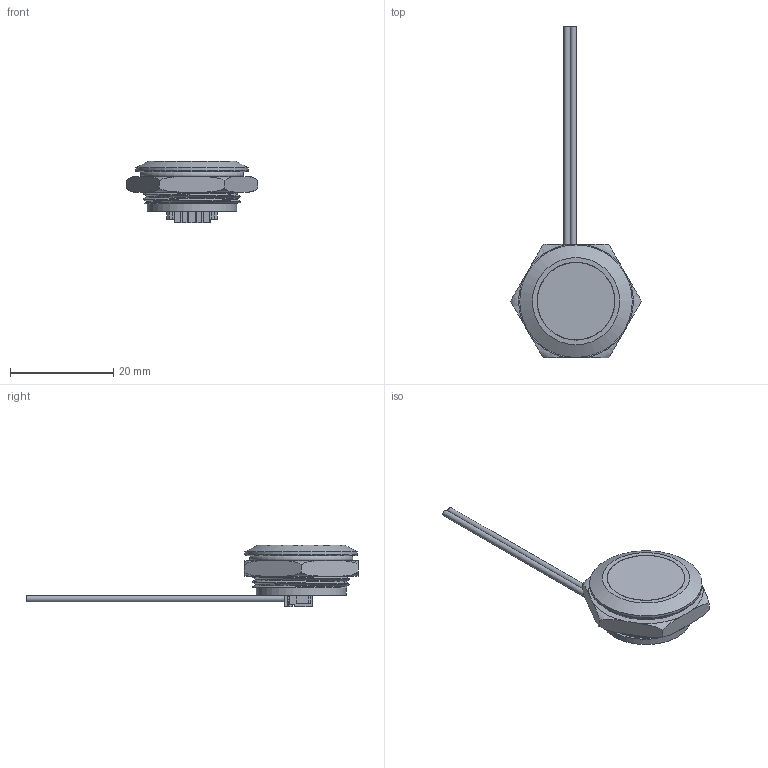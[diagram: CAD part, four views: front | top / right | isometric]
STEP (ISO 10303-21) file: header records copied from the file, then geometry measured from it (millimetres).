
FILE_DESCRIPTION(/* description */ (''),/* implementation_level */ '2;1');
FILE_NAME(/* name */ 'EJ19-211PP.stp',/* time_stamp */ '2019-07-31T08:40:50+08:00',/* author */ (''),/* organization */ (''),/* preprocessor_version */ 'ST-DEVELOPER v11',/* originating_system */ 'SIEMENS UGS NX 6.0',/* authorisation */ '');
FILE_SCHEMA (('CONFIG_CONTROL_DESIGN'));
Length unit declared in the file: millimetre
Products named in the file (1): EJ19-211PP
Bounding box: 25.4 x 64.33 x 11.93 mm (x, y, z)
Volume: 2517.4 mm3; surface area: 5723.6 mm2
Topology: 22 solids, 25 shells, 547 faces, 1471 edges, 984 vertices
Faces by surface type: plane 430, cylinder 62, torus 25, bspline 13, cone 11, extrusion 6
Full cylindrical faces by diameter (mm): 0.1 x1, 1.2 x4, 1.4 x2, 1.6 x2, 2.2 x2, 2.4 x2, 2.6 x1, 6.2 x1, 10.4 x1, 12.3 x1, 12.4 x1, 15 x2, 15.1 x1, 15.7 x1, 16.6 x1, 16.8 x1, 17.4 x1, 21.8 x1
Entity records: 23898 total; most frequent: CARTESIAN_POINT 10784, ORIENTED_EDGE 2722, DIRECTION 2453, EDGE_CURVE 1361, VECTOR 1081, LINE 1075, VERTEX_POINT 928, AXIS2_PLACEMENT_3D 686
